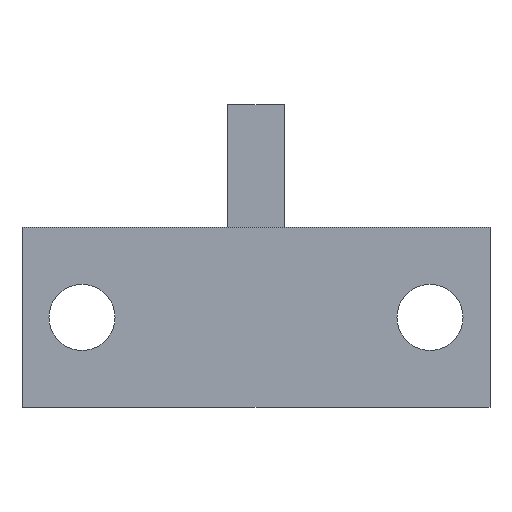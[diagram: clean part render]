
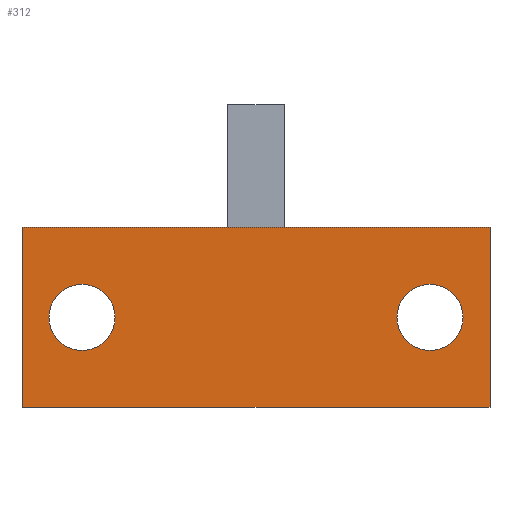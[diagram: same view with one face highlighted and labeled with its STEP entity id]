
A CAD part, front view. The second image highlights one B-rep face of the part: STEP entity #312.
In plain terms, the highlighted planar face has unit normal (0, -1, 0).
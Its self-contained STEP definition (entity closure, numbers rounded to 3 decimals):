
#1=CARTESIAN_POINT('',(9.21,0.,0.));
#2=DIRECTION('',(0.,-1.,0.));
#3=DIRECTION('',(1.,0.,0.));
#4=AXIS2_PLACEMENT_3D('',#1,#2,#3);
#6=CARTESIAN_POINT('',(9.21,0.,0.));
#7=DIRECTION('',(0.,-1.,0.));
#8=DIRECTION('',(-1.,0.,0.));
#9=AXIS2_PLACEMENT_3D('',#6,#7,#8);
#11=CARTESIAN_POINT('',(-9.21,0.,0.));
#12=DIRECTION('',(0.,-1.,0.));
#13=DIRECTION('',(1.,0.,0.));
#14=AXIS2_PLACEMENT_3D('',#11,#12,#13);
#16=CARTESIAN_POINT('',(-9.21,0.,0.));
#17=DIRECTION('',(0.,-1.,0.));
#18=DIRECTION('',(-1.,0.,0.));
#19=AXIS2_PLACEMENT_3D('',#16,#17,#18);
#21=DIRECTION('',(0.,0.,1.));
#22=VECTOR('',#21,9.53);
#23=CARTESIAN_POINT('',(-12.385,0.,-4.765));
#24=LINE('',#23,#22);
#25=DIRECTION('',(1.,0.,0.));
#26=VECTOR('',#25,24.77);
#27=CARTESIAN_POINT('',(-12.385,0.,4.765));
#28=LINE('',#27,#26);
#29=DIRECTION('',(0.,0.,-1.));
#30=VECTOR('',#29,9.53);
#31=CARTESIAN_POINT('',(12.385,0.,4.765));
#32=LINE('',#31,#30);
#33=DIRECTION('',(-1.,0.,0.));
#34=VECTOR('',#33,24.77);
#35=CARTESIAN_POINT('',(12.385,0.,-4.765));
#36=LINE('',#35,#34);
#217=CARTESIAN_POINT('',(-12.385,0.,-4.765));
#218=CARTESIAN_POINT('',(-12.385,0.,4.765));
#219=VERTEX_POINT('',#217);
#220=VERTEX_POINT('',#218);
#221=CARTESIAN_POINT('',(12.385,0.,4.765));
#222=VERTEX_POINT('',#221);
#223=CARTESIAN_POINT('',(12.385,0.,-4.765));
#224=VERTEX_POINT('',#223);
#233=CARTESIAN_POINT('',(10.96,0.,0.));
#234=CARTESIAN_POINT('',(7.46,0.,0.));
#235=VERTEX_POINT('',#233);
#236=VERTEX_POINT('',#234);
#237=CARTESIAN_POINT('',(-7.46,0.,0.));
#238=CARTESIAN_POINT('',(-10.96,0.,0.));
#239=VERTEX_POINT('',#237);
#240=VERTEX_POINT('',#238);
#285=CARTESIAN_POINT('',(0.,0.,0.));
#286=DIRECTION('',(0.,1.,0.));
#287=DIRECTION('',(1.,0.,0.));
#288=AXIS2_PLACEMENT_3D('',#285,#286,#287);
#289=PLANE('',#288);
#291=ORIENTED_EDGE('',*,*,#290,.T.);
#293=ORIENTED_EDGE('',*,*,#292,.T.);
#295=ORIENTED_EDGE('',*,*,#294,.T.);
#297=ORIENTED_EDGE('',*,*,#296,.T.);
#298=EDGE_LOOP('',(#291,#293,#295,#297));
#299=FACE_OUTER_BOUND('',#298,.F.);
#301=ORIENTED_EDGE('',*,*,#300,.T.);
#303=ORIENTED_EDGE('',*,*,#302,.T.);
#304=EDGE_LOOP('',(#301,#303));
#305=FACE_BOUND('',#304,.F.);
#307=ORIENTED_EDGE('',*,*,#306,.T.);
#309=ORIENTED_EDGE('',*,*,#308,.T.);
#310=EDGE_LOOP('',(#307,#309));
#311=FACE_BOUND('',#310,.F.);
#5=CIRCLE('',#4,1.75);
#10=CIRCLE('',#9,1.75);
#15=CIRCLE('',#14,1.75);
#20=CIRCLE('',#19,1.75);
#290=EDGE_CURVE('',#219,#220,#24,.T.);
#292=EDGE_CURVE('',#220,#222,#28,.T.);
#294=EDGE_CURVE('',#222,#224,#32,.T.);
#296=EDGE_CURVE('',#224,#219,#36,.T.);
#300=EDGE_CURVE('',#239,#240,#15,.T.);
#302=EDGE_CURVE('',#240,#239,#20,.T.);
#306=EDGE_CURVE('',#235,#236,#5,.T.);
#308=EDGE_CURVE('',#236,#235,#10,.T.);
#312=ADVANCED_FACE('',(#299,#305,#311),#289,.F.);
